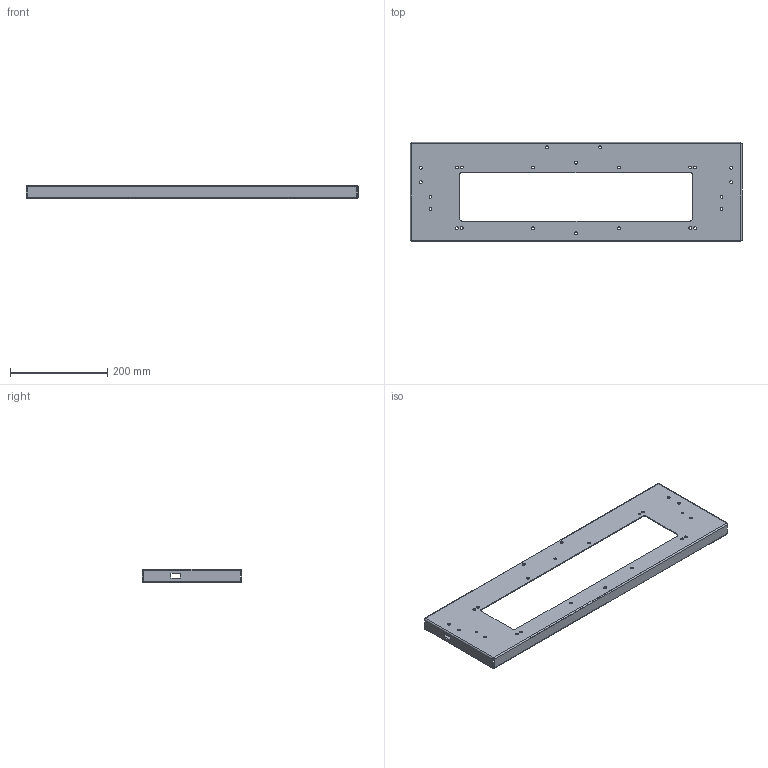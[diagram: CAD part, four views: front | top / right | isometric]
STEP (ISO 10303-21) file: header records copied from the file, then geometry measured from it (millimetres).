
FILE_DESCRIPTION (( 'STEP AP214' ), '1' );
FILE_NAME ('鍼踢翋极.STEP', '2022-01-02T12:03:12', ( '' ), ( '' ), 'SwSTEP 2.0', 'SolidWorks 2021', '' );
FILE_SCHEMA (( 'AUTOMOTIVE_DESIGN' ));
Length unit declared in the file: millimetre
Products named in the file (1): 鍼踢翋极
Bounding box: 684 x 204 x 27 mm (x, y, z)
Volume: 302432.9 mm3; surface area: 310397.5 mm2
Topology: 1 solids, 1 shells, 174 faces, 444 edges, 272 vertices
Faces by surface type: cylinder 92, plane 66, bspline 16
Entity records: 6198 total; most frequent: CARTESIAN_POINT 1803, ORIENTED_EDGE 888, DIRECTION 882, EDGE_CURVE 444, AXIS2_PLACEMENT_3D 311, VERTEX_POINT 272, VECTOR 260, LINE 260
